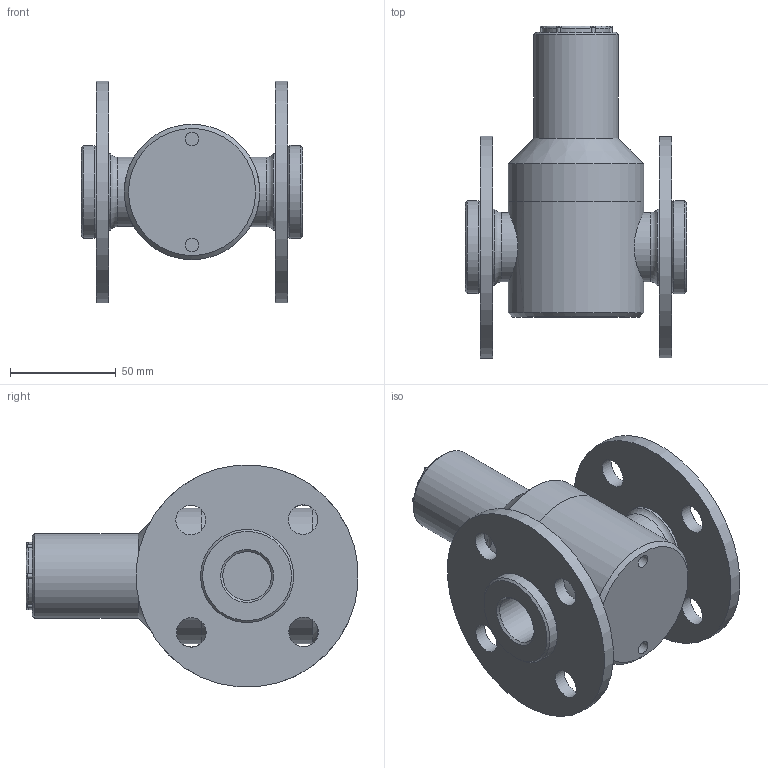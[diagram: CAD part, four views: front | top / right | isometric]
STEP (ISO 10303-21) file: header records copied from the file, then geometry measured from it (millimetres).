
FILE_DESCRIPTION (( 'STEP AP214' ), '1' );
FILE_NAME ('3-4-1104-7X-PN16.STEP', '2019-07-24T11:04:22', ( '' ), ( '' ), 'SwSTEP 2.0', 'SolidWorks 2019', '' );
FILE_SCHEMA (( 'AUTOMOTIVE_DESIGN' ));
Length unit declared in the file: millimetre
Products named in the file (13): PVC Bonnet all size_25mm PVC-304; 25mm Dust Cap; Body detail - ABS; 3-4 PN16 BR; PVC Bonnet all size; three quarter inch Flange stub - ABS; 3-4-1104-7X-PN16; Body detail - ABS_25mm or 3-4
Assembly tree (7 placements, depth 2):
  Body detail - ABS
  3-4 PN16 BR
  PVC Bonnet all size
  three quarter inch Flange stub - ABS
  three quarter inch Flange stub - ABS
Bounding box: 104.51 x 156.72 x 104.64 mm (x, y, z)
Volume: 416611 mm3; surface area: 96581.2 mm2
Topology: 7 solids, 7 shells, 87 faces, 191 edges, 124 vertices
Faces by surface type: cylinder 39, plane 26, cone 13, torus 9
Full cylindrical faces by diameter (mm): 6.35 x2, 14 x8, 23 x2, 32.8 x4, 36 x2, 36.5 x2, 40 x1, 44 x2, 64 x2, 105 x2
Entity records: 2263 total; most frequent: CARTESIAN_POINT 623, DIRECTION 306, ORIENTED_EDGE 204, AXIS2_PLACEMENT_3D 147, EDGE_LOOP 116, EDGE_CURVE 102, FACE_OUTER_BOUND 91, VERTEX_POINT 84
